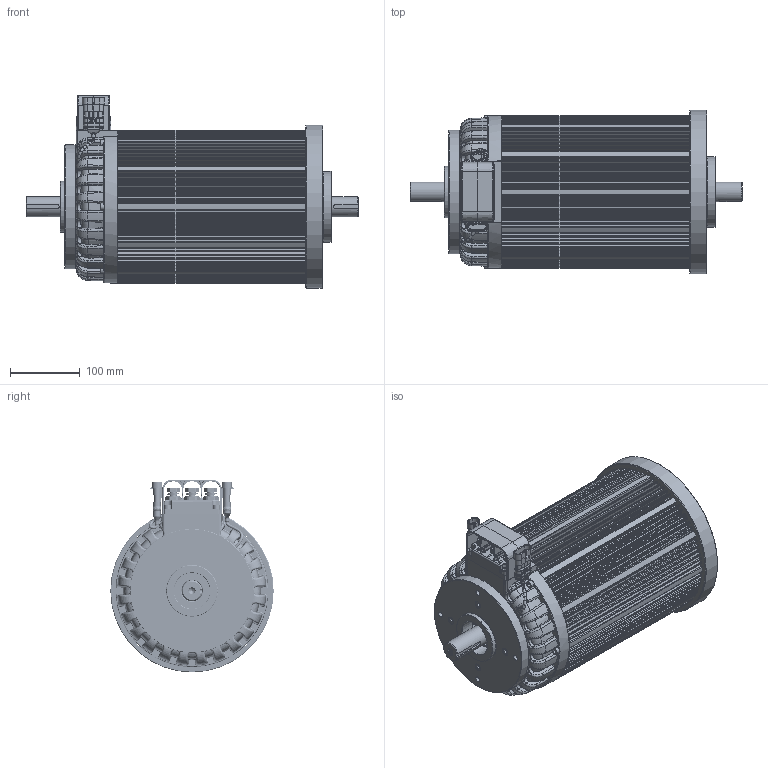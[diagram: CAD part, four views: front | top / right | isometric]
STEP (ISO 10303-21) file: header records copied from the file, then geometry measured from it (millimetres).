
FILE_DESCRIPTION(/* description */ (''),/* implementation_level */ '2;1');
FILE_NAME(/* name */ 'MT1821eeeeeeeeeeeeeeeeee.stp',/* time_stamp */ '2018-09-28T11:01:46+02:00',/* author */ (''),/* organization */ (''),/* preprocessor_version */ 'ST-DEVELOPER v16',/* originating_system */ 'SIEMENS PLM Software NX 11.0',/* authorisation */ '');
FILE_SCHEMA (('AUTOMOTIVE_DESIGN { 1 0 10303 214 3 1 1 1 }'));
Products named in the file (1): carl059CEC1Er6jw
Bounding box: 477.5 x 235 x 277.5 mm (x, y, z)
Volume: 3673257.2 mm3; surface area: 1289108.6 mm2
Topology: 61 solids, 61 shells, 3894 faces, 10016 edges, 6182 vertices
Faces by surface type: cylinder 1412, plane 1287, bspline 489, torus 322, cone 312, sphere 66, extrusion 6
Full cylindrical faces by diameter (mm): 3.5 x2, 4 x4, 4.2 x3, 5 x12, 5.5 x22, 6 x21, 6.5 x16, 6.55 x2, 7.95 x8, 8.5 x2, 8.8 x3, 10 x23, 10.5 x3, 11 x10, 14 x3, 16 x3, 16.782 x3, 18 x3, 20 x3, 21 x6, 22 x12, 24 x6, 28.175 x2, 28.575 x2, 29.6 x2, 30 x4, 37.5 x1, 37.7 x1, 38 x1, 40 x1
Entity records: 129621 total; most frequent: CARTESIAN_POINT 37916, DIRECTION 19054, ORIENTED_EDGE 18526, EDGE_CURVE 9263, AXIS2_PLACEMENT_3D 7533, VERTEX_POINT 6016, EDGE_LOOP 4577, VECTOR 3988
